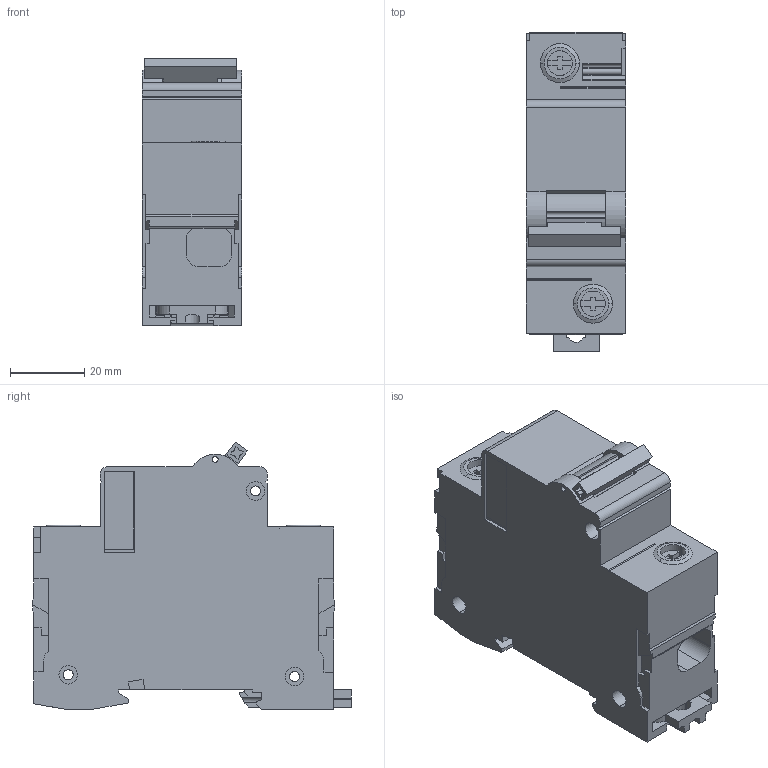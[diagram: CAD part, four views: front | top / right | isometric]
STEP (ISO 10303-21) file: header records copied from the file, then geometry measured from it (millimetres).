
FILE_DESCRIPTION((''),'2;1');
FILE_NAME('SB103190_3D-SIMPLIFIED_ASM','2018-03-07T',('danae.lavaud'),(''),'PRO/ENGINEER BY PARAMETRIC TECHNOLOGY CORPORATION, 2014090','PRO/ENGINEER BY PARAMETRIC TECHNOLOGY CORPORATION, 2014090','');
FILE_SCHEMA(('CONFIG_CONTROL_DESIGN'));
Length unit declared in the file: millimetre
Products named in the file (8): COQUE_1; VIS_6D75_1; MANETTE_1; COQUE_ASM_1_ASM; CLIP_LARGE_1; PLAQUE_1; SB101052_3D-SIMPLIFIED_ASM_1_ASM; SB103190_3D-SIMPLIFIED_ASM
Assembly tree (9 placements, depth 4):
  SB103190_3D-SIMPLIFIED_ASM
    SB101052_3D-SIMPLIFIED_ASM_1_ASM
      COQUE_ASM_1_ASM
        COQUE_1
        VIS_6D75_1  x2
        MANETTE_1
      CLIP_LARGE_1
      PLAQUE_1  x2
Bounding box: 26.7 x 85.9 x 72.19 mm (x, y, z)
Volume: 114453 mm3; surface area: 25571.9 mm2
Topology: 7 solids, 7 shells, 425 faces, 1233 edges, 834 vertices
Faces by surface type: plane 342, cylinder 77, cone 4, extrusion 2
Entity records: 13660 total; most frequent: CARTESIAN_POINT 2487, ORIENTED_EDGE 2358, DIRECTION 2231, EDGE_CURVE 1179, VECTOR 961, LINE 959, VERTEX_POINT 798, AXIS2_PLACEMENT_3D 635
